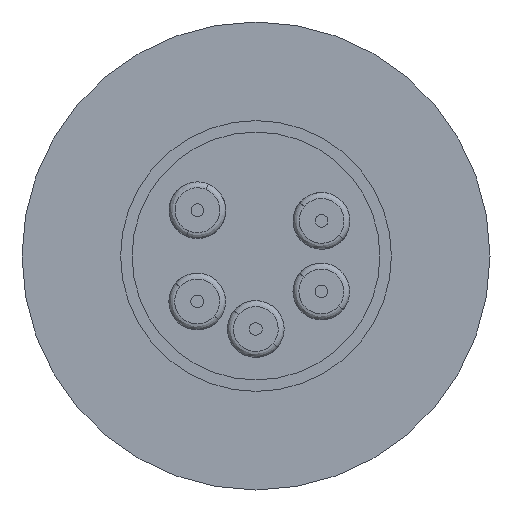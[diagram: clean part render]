
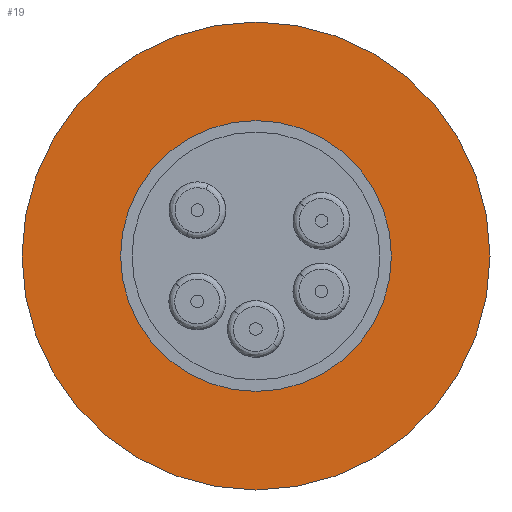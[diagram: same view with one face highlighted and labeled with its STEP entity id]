
A CAD part, left-side view. The second image highlights one B-rep face of the part: STEP entity #19.
In plain terms, the highlighted planar face has unit normal (-1, 0, 0).
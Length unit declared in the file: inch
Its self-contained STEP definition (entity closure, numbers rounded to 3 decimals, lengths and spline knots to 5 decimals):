
#19 = ADVANCED_FACE ( 'NONE', ( #4224, #4208 ), #1635, .F. ) ;
#210 = CARTESIAN_POINT ( 'NONE',  ( 0., 0., -0.59 ) ) ;
#258 = CARTESIAN_POINT ( 'NONE',  ( 0., 0., 0.3415 ) ) ;
#322 = CARTESIAN_POINT ( 'NONE',  ( 0., 0., 0.59 ) ) ;
#621 = CARTESIAN_POINT ( 'NONE',  ( 0., 0., 0. ) ) ;
#629 = DIRECTION ( 'NONE',  ( 0., 0., 1. ) ) ;
#630 = DIRECTION ( 'NONE',  ( -1., 0., 0. ) ) ;
#859 = EDGE_CURVE ( 'NONE', #2378, #2464, #3950, .T. ) ;
#883 = AXIS2_PLACEMENT_3D ( 'NONE', #3268, #3267, #3262 ) ;
#903 = AXIS2_PLACEMENT_3D ( 'NONE', #3427, #3426, #3423 ) ;
#908 = EDGE_CURVE ( 'NONE', #2464, #2378, #3946, .T. ) ;
#914 = AXIS2_PLACEMENT_3D ( 'NONE', #3485, #3484, #3479 ) ;
#968 = EDGE_CURVE ( 'NONE', #2430, #2527, #3923, .T. ) ;
#1093 = AXIS2_PLACEMENT_3D ( 'NONE', #1651, #1630, #1633 ) ;
#1195 = EDGE_CURVE ( 'NONE', #2527, #2430, #3780, .T. ) ;
#1630 = DIRECTION ( 'NONE',  ( 1., 0., 0. ) ) ;
#1633 = DIRECTION ( 'NONE',  ( 0., 0., -1. ) ) ;
#1635 = PLANE ( 'NONE',  #1093 ) ;
#1651 = CARTESIAN_POINT ( 'NONE',  ( 0., 0.59, 0. ) ) ;
#2014 = CARTESIAN_POINT ( 'NONE',  ( 0., 0., -0.3415 ) ) ;
#2298 = ORIENTED_EDGE ( 'NONE', *, *, #968, .F. ) ;
#2378 = VERTEX_POINT ( 'NONE', #322 ) ;
#2430 = VERTEX_POINT ( 'NONE', #258 ) ;
#2464 = VERTEX_POINT ( 'NONE', #210 ) ;
#2527 = VERTEX_POINT ( 'NONE', #2014 ) ;
#2618 = EDGE_LOOP ( 'NONE', ( #2298, #2959 ) ) ;
#2770 = ORIENTED_EDGE ( 'NONE', *, *, #908, .T. ) ;
#2815 = EDGE_LOOP ( 'NONE', ( #3059, #2770 ) ) ;
#2959 = ORIENTED_EDGE ( 'NONE', *, *, #1195, .F. ) ;
#3059 = ORIENTED_EDGE ( 'NONE', *, *, #859, .T. ) ;
#3262 = DIRECTION ( 'NONE',  ( 0., 0., 1. ) ) ;
#3267 = DIRECTION ( 'NONE',  ( -1., 0., 0. ) ) ;
#3268 = CARTESIAN_POINT ( 'NONE',  ( 0., 0., 0. ) ) ;
#3423 = DIRECTION ( 'NONE',  ( 0., 0., 1. ) ) ;
#3426 = DIRECTION ( 'NONE',  ( -1., 0., 0. ) ) ;
#3427 = CARTESIAN_POINT ( 'NONE',  ( 0., 0., 0. ) ) ;
#3479 = DIRECTION ( 'NONE',  ( 0., 0., 1. ) ) ;
#3484 = DIRECTION ( 'NONE',  ( -1., 0., 0. ) ) ;
#3485 = CARTESIAN_POINT ( 'NONE',  ( 0., 0., 0. ) ) ;
#3780 = CIRCLE ( 'NONE', #4374, 0.3415 ) ;
#3923 = CIRCLE ( 'NONE', #883, 0.3415 ) ;
#3946 = CIRCLE ( 'NONE', #903, 0.59 ) ;
#3950 = CIRCLE ( 'NONE', #914, 0.59 ) ;
#4208 = FACE_OUTER_BOUND ( 'NONE', #2815, .T. ) ;
#4224 = FACE_BOUND ( 'NONE', #2618, .T. ) ;
#4374 = AXIS2_PLACEMENT_3D ( 'NONE', #621, #630, #629 ) ;
